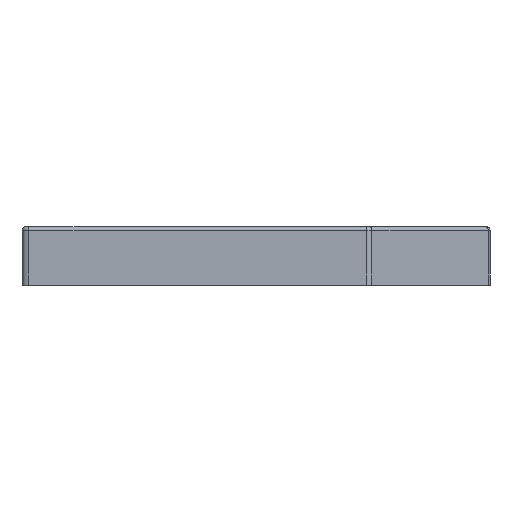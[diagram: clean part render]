
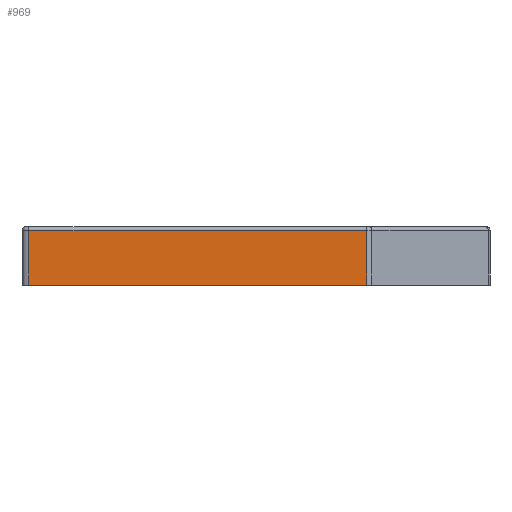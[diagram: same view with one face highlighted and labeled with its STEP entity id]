
A CAD part, left-side view. The second image highlights one B-rep face of the part: STEP entity #969.
In plain terms, the highlighted planar face has unit normal (-1, 0, 0).
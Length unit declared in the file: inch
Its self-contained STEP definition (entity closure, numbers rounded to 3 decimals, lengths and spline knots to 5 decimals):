
#497 = LINE ( 'NONE', #11648, #13980 ) ;
#568 = CARTESIAN_POINT ( 'NONE',  ( -3.21875, -5.13459, -0.84799 ) ) ;
#969 = ADVANCED_FACE ( 'NONE', ( #11249 ), #6587, .T. ) ;
#2099 = VERTEX_POINT ( 'NONE', #5198 ) ;
#2781 = DIRECTION ( 'NONE',  ( 0., 1., 0. ) ) ;
#3161 = ORIENTED_EDGE ( 'NONE', *, *, #5292, .T. ) ;
#3424 = ORIENTED_EDGE ( 'NONE', *, *, #4391, .T. ) ;
#4391 = EDGE_CURVE ( 'NONE', #10398, #2099, #6175, .T. ) ;
#4479 = EDGE_CURVE ( 'NONE', #9242, #10398, #497, .T. ) ;
#4926 = LINE ( 'NONE', #5065, #5235 ) ;
#5065 = CARTESIAN_POINT ( 'NONE',  ( -3.21875, -0.225, -1. ) ) ;
#5198 = CARTESIAN_POINT ( 'NONE',  ( -3.21875, -0.225, -0.05 ) ) ;
#5235 = VECTOR ( 'NONE', #6172, 39.37008 ) ;
#5292 = EDGE_CURVE ( 'NONE', #2099, #5616, #4926, .T. ) ;
#5334 = DIRECTION ( 'NONE',  ( -1., 0., 0. ) ) ;
#5616 = VERTEX_POINT ( 'NONE', #13780 ) ;
#5634 = CARTESIAN_POINT ( 'NONE',  ( -3.21875, -0.125, -1. ) ) ;
#6172 = DIRECTION ( 'NONE',  ( 0., 0., -1. ) ) ;
#6175 = LINE ( 'NONE', #11719, #12565 ) ;
#6587 = PLANE ( 'NONE',  #11378 ) ;
#6699 = ORIENTED_EDGE ( 'NONE', *, *, #10500, .F. ) ;
#6849 = VECTOR ( 'NONE', #14380, 39.37008 ) ;
#9242 = VERTEX_POINT ( 'NONE', #568 ) ;
#9760 = ORIENTED_EDGE ( 'NONE', *, *, #4479, .T. ) ;
#9869 = LINE ( 'NONE', #13347, #6849 ) ;
#10398 = VERTEX_POINT ( 'NONE', #14307 ) ;
#10500 = EDGE_CURVE ( 'NONE', #9242, #5616, #9869, .T. ) ;
#10835 = EDGE_LOOP ( 'NONE', ( #3161, #6699, #9760, #3424 ) ) ;
#11249 = FACE_OUTER_BOUND ( 'NONE', #10835, .T. ) ;
#11378 = AXIS2_PLACEMENT_3D ( 'NONE', #5634, #5334, #14567 ) ;
#11648 = CARTESIAN_POINT ( 'NONE',  ( -3.21875, -5.13459, -1. ) ) ;
#11719 = CARTESIAN_POINT ( 'NONE',  ( -3.21875, -0.125, -0.05 ) ) ;
#12565 = VECTOR ( 'NONE', #2781, 39.37008 ) ;
#12897 = DIRECTION ( 'NONE',  ( 0., 0., 1. ) ) ;
#13347 = CARTESIAN_POINT ( 'NONE',  ( -3.21875, -5.13459, -0.84799 ) ) ;
#13780 = CARTESIAN_POINT ( 'NONE',  ( -3.21875, -0.225, -0.84799 ) ) ;
#13980 = VECTOR ( 'NONE', #12897, 39.37008 ) ;
#14307 = CARTESIAN_POINT ( 'NONE',  ( -3.21875, -5.13459, -0.05 ) ) ;
#14380 = DIRECTION ( 'NONE',  ( 0., 1., 0. ) ) ;
#14567 = DIRECTION ( 'NONE',  ( 0., -1., 0. ) ) ;
